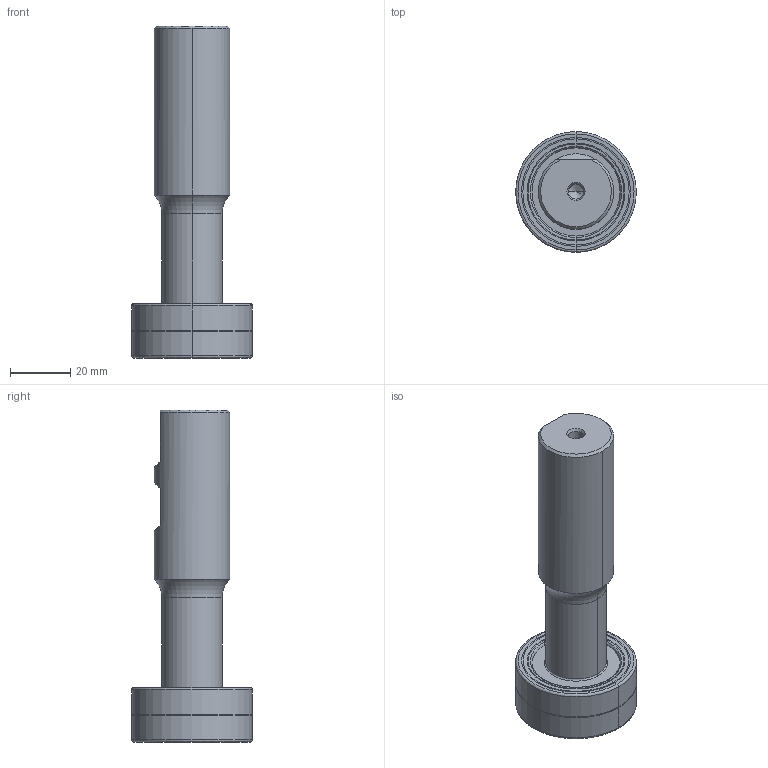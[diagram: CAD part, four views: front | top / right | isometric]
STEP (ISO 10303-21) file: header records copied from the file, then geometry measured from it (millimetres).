
FILE_DESCRIPTION((''),'2;1');
FILE_NAME('16T1A040018W5R00','2017-08-28T',('thielmann'),(''),'CREO PARAMETRIC BY PTC INC, 2017020','CREO PARAMETRIC BY PTC INC, 2017020','');
FILE_SCHEMA(('AUTOMOTIVE_DESIGN { 1 0 10303 214 1 1 1 1 }'));
Length unit declared in the file: millimetre
Products named in the file (3): NOCUT; CUT; 16T1A040018W5R00
Assembly tree (2 placements, depth 2):
  16T1A040018W5R00
    NOCUT
    CUT
Bounding box: 40 x 40 x 110 mm (x, y, z)
Volume: 63975.1 mm3; surface area: 17163.5 mm2
Topology: 2 solids, 2 shells, 98 faces, 204 edges, 108 vertices
Faces by surface type: revolution 52, cone 15, torus 12, plane 9, cylinder 8, bspline 2
Entity records: 6071 total; most frequent: CARTESIAN_POINT 2834, DIRECTION 435, ORIENTED_EDGE 400, PRESENTATION_STYLE_ASSIGNMENT 217, STYLED_ITEM 217, CURVE_STYLE 215, EDGE_CURVE 200, AXIS2_PLACEMENT_3D 173
